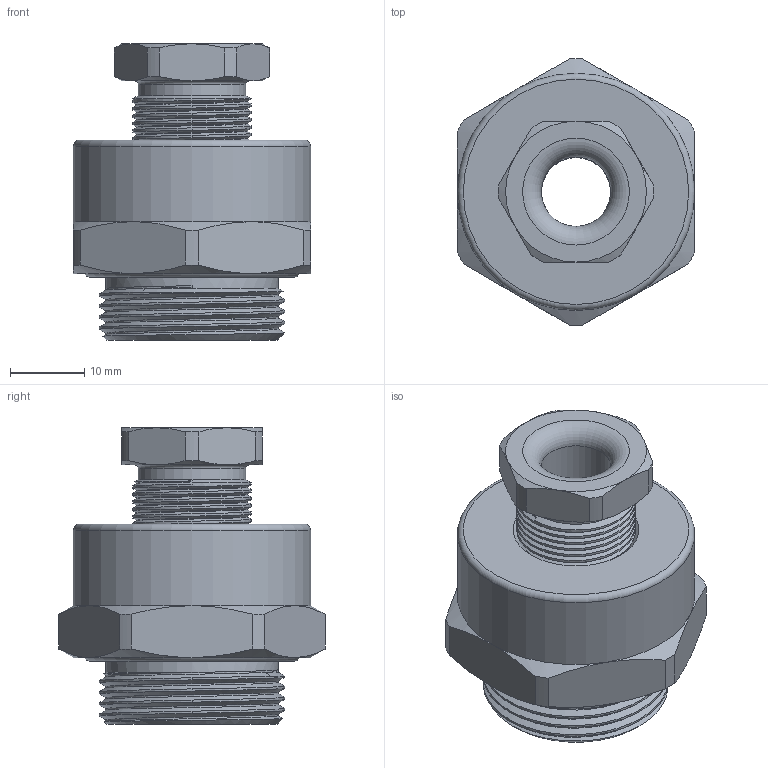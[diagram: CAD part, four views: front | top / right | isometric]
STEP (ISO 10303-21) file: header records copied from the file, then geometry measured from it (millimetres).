
FILE_DESCRIPTION(('HOOPS Exchange Step'),'2;1');
FILE_NAME('m25-b1-9mm-e204-622-conversion.step','2025-03-21T11:54:03+00:00',('root'),('Unknown organisation'),'HOOPS Exchange 2024.3','HOOPS Exchange','Unknown authorisation');
FILE_SCHEMA( ('AP242_MANAGED_MODEL_BASED_3D_ENGINEERING_MIM_LF {1 0 10303 442 1 1 4 }') );
Length unit declared in the file: millimetre
Products named in the file (2): Default; m25-b1-9mm-e204-622-step
Assembly tree (1 placements, depth 2):
  m25-b1-9mm-e204-622-step
    Default
Bounding box: 32 x 35.95 x 40 mm (x, y, z)
Volume: 19166.1 mm3; surface area: 10020.2 mm2
Topology: 5 solids, 5 shells, 436 faces, 1149 edges, 756 vertices
Faces by surface type: plane 170, extrusion 137, cylinder 79, cone 36, torus 7, bspline 7
Full cylindrical faces by diameter (mm): 9.3 x2, 9.4 x1, 9.5 x1, 14.5 x1, 14.8 x2, 15 x23, 16 x23, 23.3 x1, 25 x3, 25.723 x1, 32 x1
Entity records: 42368 total; most frequent: CARTESIAN_POINT 32182, ORIENTED_EDGE 2298, DIRECTION 1593, EDGE_CURVE 1149, VERTEX_POINT 756, VECTOR 717, LINE 580, EDGE_LOOP 479
